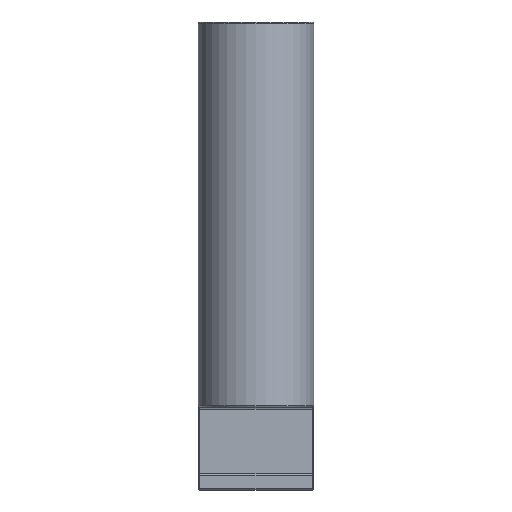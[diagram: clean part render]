
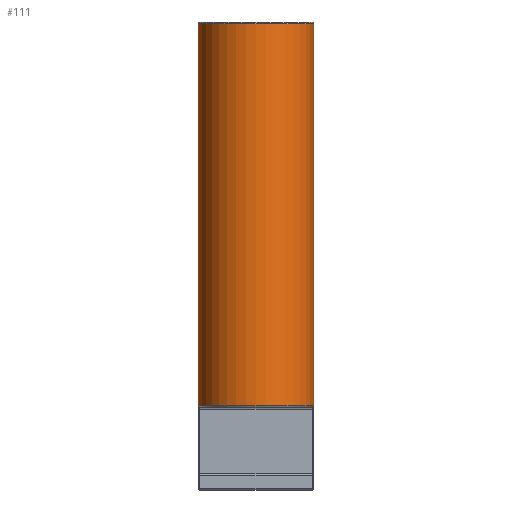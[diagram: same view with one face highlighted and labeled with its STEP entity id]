
A CAD part, front view. The second image highlights one B-rep face of the part: STEP entity #111.
In plain terms, the highlighted cylindrical face has radius 10.5 mm (diameter 21 mm), a partial arc.
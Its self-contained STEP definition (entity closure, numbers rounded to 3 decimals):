
#1 = AXIS2_PLACEMENT_3D ( 'NONE', #89, #676, #1246 ) ;
#58 = CARTESIAN_POINT ( 'NONE',  ( 0., 0., 67. ) ) ;
#89 = CARTESIAN_POINT ( 'NONE',  ( 0., 0., -2.7 ) ) ;
#98 = LINE ( 'NONE', #684, #459 ) ;
#111 = ADVANCED_FACE ( 'NONE', ( #786 ), #1355, .T. ) ;
#125 = LINE ( 'NONE', #711, #1055 ) ;
#160 = VERTEX_POINT ( 'NONE', #366 ) ;
#200 = VERTEX_POINT ( 'NONE', #663 ) ;
#248 = CARTESIAN_POINT ( 'NONE',  ( 10.5, 0., 66.7 ) ) ;
#268 = CARTESIAN_POINT ( 'NONE',  ( -10.5, 0., 67. ) ) ;
#288 = EDGE_CURVE ( 'NONE', #557, #200, #125, .T. ) ;
#355 = VECTOR ( 'NONE', #1090, 1000. ) ;
#359 = ORIENTED_EDGE ( 'NONE', *, *, #288, .T. ) ;
#366 = CARTESIAN_POINT ( 'NONE',  ( -10.5, 0., -2.7 ) ) ;
#419 = EDGE_CURVE ( 'NONE', #160, #557, #1154, .T. ) ;
#428 = CARTESIAN_POINT ( 'NONE',  ( -10.5, 0., -0.3 ) ) ;
#444 = EDGE_CURVE ( 'NONE', #160, #1034, #98, .T. ) ;
#459 = VECTOR ( 'NONE', #1254, 1000. ) ;
#510 = CARTESIAN_POINT ( 'NONE',  ( 10.5, 0., 67. ) ) ;
#519 = CARTESIAN_POINT ( 'NONE',  ( -10.5, 0., 66.7 ) ) ;
#534 = ORIENTED_EDGE ( 'NONE', *, *, #701, .F. ) ;
#557 = VERTEX_POINT ( 'NONE', #994 ) ;
#559 = EDGE_CURVE ( 'NONE', #731, #1034, #1561, .T. ) ;
#602 = CARTESIAN_POINT ( 'NONE',  ( 0., 0., 66.7 ) ) ;
#631 = AXIS2_PLACEMENT_3D ( 'NONE', #602, #1178, #1747 ) ;
#642 = DIRECTION ( 'NONE',  ( 0., 0., -1. ) ) ;
#663 = CARTESIAN_POINT ( 'NONE',  ( 10.5, 0., -0.3 ) ) ;
#676 = DIRECTION ( 'NONE',  ( 0., 0., 1. ) ) ;
#684 = CARTESIAN_POINT ( 'NONE',  ( -10.5, 0., -3. ) ) ;
#701 = EDGE_CURVE ( 'NONE', #1526, #200, #1799, .T. ) ;
#711 = CARTESIAN_POINT ( 'NONE',  ( 10.5, 0., -3. ) ) ;
#731 = VERTEX_POINT ( 'NONE', #519 ) ;
#771 = VECTOR ( 'NONE', #852, 1000. ) ;
#786 = FACE_OUTER_BOUND ( 'NONE', #1478, .T. ) ;
#852 = DIRECTION ( 'NONE',  ( 0., 0., -1. ) ) ;
#889 = ORIENTED_EDGE ( 'NONE', *, *, #1778, .T. ) ;
#994 = CARTESIAN_POINT ( 'NONE',  ( 10.5, 0., -2.7 ) ) ;
#1034 = VERTEX_POINT ( 'NONE', #428 ) ;
#1055 = VECTOR ( 'NONE', #1280, 1000. ) ;
#1090 = DIRECTION ( 'NONE',  ( 0., 0., -1. ) ) ;
#1154 = CIRCLE ( 'NONE', #1, 10.5 ) ;
#1178 = DIRECTION ( 'NONE',  ( 0., 0., -1. ) ) ;
#1217 = DIRECTION ( 'NONE',  ( -1., 0., 0. ) ) ;
#1246 = DIRECTION ( 'NONE',  ( -1., 0., 0. ) ) ;
#1254 = DIRECTION ( 'NONE',  ( 0., 0., 1. ) ) ;
#1280 = DIRECTION ( 'NONE',  ( 0., 0., 1. ) ) ;
#1355 = CYLINDRICAL_SURFACE ( 'NONE', #1379, 10.5 ) ;
#1379 = AXIS2_PLACEMENT_3D ( 'NONE', #58, #642, #1217 ) ;
#1438 = CIRCLE ( 'NONE', #631, 10.5 ) ;
#1478 = EDGE_LOOP ( 'NONE', ( #534, #889, #1589, #1580, #1807, #359 ) ) ;
#1526 = VERTEX_POINT ( 'NONE', #248 ) ;
#1561 = LINE ( 'NONE', #268, #771 ) ;
#1580 = ORIENTED_EDGE ( 'NONE', *, *, #444, .F. ) ;
#1589 = ORIENTED_EDGE ( 'NONE', *, *, #559, .T. ) ;
#1747 = DIRECTION ( 'NONE',  ( 1., 0., 0. ) ) ;
#1778 = EDGE_CURVE ( 'NONE', #1526, #731, #1438, .T. ) ;
#1799 = LINE ( 'NONE', #510, #355 ) ;
#1807 = ORIENTED_EDGE ( 'NONE', *, *, #419, .T. ) ;
